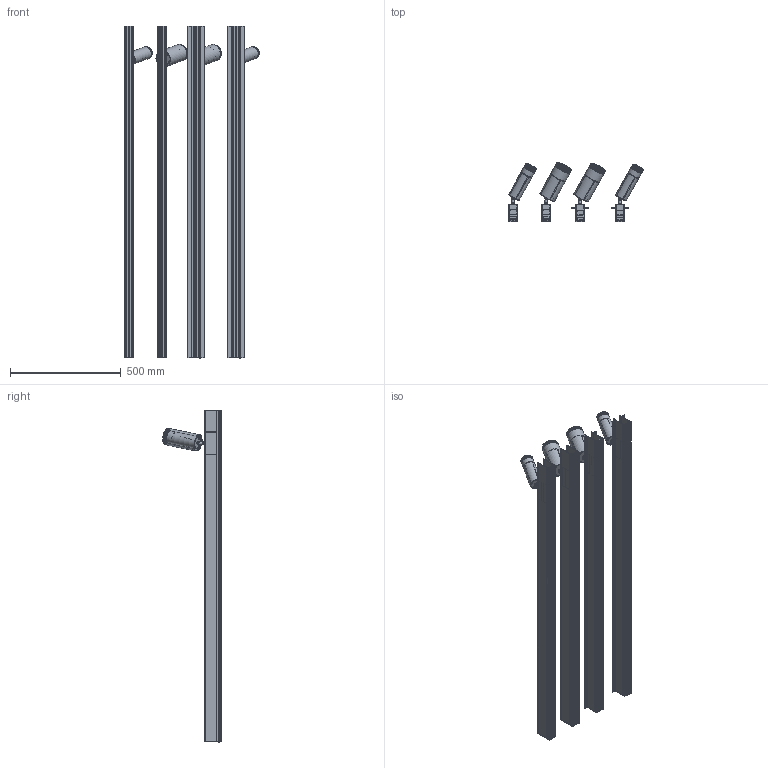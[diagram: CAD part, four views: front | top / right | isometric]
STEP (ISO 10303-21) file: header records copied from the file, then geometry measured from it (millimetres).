
FILE_DESCRIPTION (( 'STEP AP214' ), '1' );
FILE_NAME ('砚弪桦桕 HOKASU OneLine+ SPOT.STEP', '2020-05-27T10:13:17', ( '' ), ( '' ), 'SwSTEP 2.0', 'SolidWorks 2018', '' );
FILE_SCHEMA (( 'AUTOMOTIVE_DESIGN' ));
Length unit declared in the file: millimetre
Products named in the file (29): HOKASU OneLine+ SPOT+MAGNET PUBLIC ASSEMBLY_PUBLIC 100 + D55; Çàäíÿÿ êðûøêà ÷èñòàÿ_D55; Ïëàñòèíà ïîä äèîä_D55; 01_Êðåïëåíèå øàðèêîâîå M10-M10; 扻豵鵨_D75; 02_Êðåïëåíèå øàðèêîâîå M10-M10; F3_PUBLIC; 冓嚭樘瘔蠈錪_D55; HOKASU OneLine+ SPOT+MAGNET PUBLIC ASSEMBLY_PUBLIC 100 + D75; Ñáîðêà ñâåòèëüíèêà SPOT_D75; socket countersunk head screw_iso_ISO 10642 - M3 x 12 - 12N; 暑朦鲱 - 溴疰囹咫黖D72-D75; Êðåïëåíèå øàðèêîâîå M10-M10; Çàäíÿÿ êðûøêà ÷èñòàÿ_D75; 冓嚭樘瘔蠈錪_D75; 暑朦鲱 - 溴疰囹咫黖D52-D55; Ïëàñòèíà ïîä äèîä_D75; F4_PUBLIC; 砚弪桦桕 HOKASU OneLine+ SPOT; HOKASU OneLine+ LF_PUBLIC 100; HOKASU OneLine+ IN_PUBLIC; Ñáîðêà êðåïëåíèÿ øàðèêîâîãî M10-M10; F2_PUBLIC; Busbar HOKASU OneLine+_PUBLIC; F1_PUBLIC_100; countersunk flat head cross recess screw_iso_00_ISO 7046-1 - M2 x 8 - Z - 8N; Ñáîðêà ñâåòèëüíèêà SPOT_D55; 扻豵鵨_D55; countersunk flat head cross recess screw_iso_ISO 7046-1 - M2 x 8 - Z - 8N
Assembly tree (61 placements, depth 5):
  砚弪桦桕 HOKASU OneLine+ SPOT
    HOKASU OneLine+ IN_PUBLIC  x2
    Busbar HOKASU OneLine+_PUBLIC  x2
    HOKASU OneLine+ SPOT+MAGNET PUBLIC ASSEMBLY_PUBLIC 100 + D75  x2
      HOKASU OneLine+ LF_PUBLIC 100
      F1_PUBLIC_100
      F2_PUBLIC
      countersunk flat head cross recess screw_iso_00_ISO 7046-1 - M2 x 8 - Z - 8N
      Ñáîðêà ñâåòèëüíèêà SPOT_D75
        扻豵鵨_D75
        Çàäíÿÿ êðûøêà ÷èñòàÿ_D75
        Ïëàñòèíà ïîä äèîä_D75
        暑朦鲱 - 溴疰囹咫黖D72-D75
        socket countersunk head screw_iso_ISO 10642 - M3 x 12 - 12N  x4
        冓嚭樘瘔蠈錪_D75
        Ñáîðêà êðåïëåíèÿ øàðèêîâîãî M10-M10
          Êðåïëåíèå øàðèêîâîå M10-M10
          01_Êðåïëåíèå øàðèêîâîå M10-M10
          02_Êðåïëåíèå øàðèêîâîå M10-M10
    HOKASU OneLine+ SPOT+MAGNET PUBLIC ASSEMBLY_PUBLIC 100 + D55  x2
      HOKASU OneLine+ LF_PUBLIC 100
      F1_PUBLIC_100
      F2_PUBLIC
      countersunk flat head cross recess screw_iso_00_ISO 7046-1 - M2 x 8 - Z - 8N
      Ñáîðêà ñâåòèëüíèêà SPOT_D55
        扻豵鵨_D55
        Çàäíÿÿ êðûøêà ÷èñòàÿ_D55
        Ïëàñòèíà ïîä äèîä_D55
        暑朦鲱 - 溴疰囹咫黖D52-D55
        socket countersunk head screw_iso_ISO 10642 - M3 x 12 - 12N  x4
        冓嚭樘瘔蠈錪_D55
        Ñáîðêà êðåïëåíèÿ øàðèêîâîãî M10-M10
          Êðåïëåíèå øàðèêîâîå M10-M10
          01_Êðåïëåíèå øàðèêîâîå M10-M10
          02_Êðåïëåíèå øàðèêîâîå M10-M10
    F3_PUBLIC  x2
    F4_PUBLIC  x2
    countersunk flat head cross recess screw_iso_ISO 7046-1 - M2 x 8 - Z - 8N  x8
Bounding box: 608.48 x 265.66 x 1502 mm (x, y, z)
Volume: 3398825.1 mm3; surface area: 3632654.3 mm2
Topology: 96 solids, 96 shells, 3358 faces, 8758 edges, 5596 vertices
Faces by surface type: plane 1702, cylinder 828, bspline 444, cone 328, torus 44, sphere 12
Full cylindrical faces by diameter (mm): 1 x16, 2 x24, 2.1 x24, 3 x16, 3.8 x24, 5 x32, 5.54 x16, 6.4 x4, 10.15 x8, 11.85 x8, 14.9 x4, 47 x2, 50 x48, 55 x2, 67 x2, 70 x48, 75 x2
Entity records: 62562 total; most frequent: CARTESIAN_POINT 42404, ORIENTED_EDGE 4154, DIRECTION 3635, EDGE_CURVE 2077, VERTEX_POINT 1404, AXIS2_PLACEMENT_3D 1224, LINE 1187, VECTOR 1187
